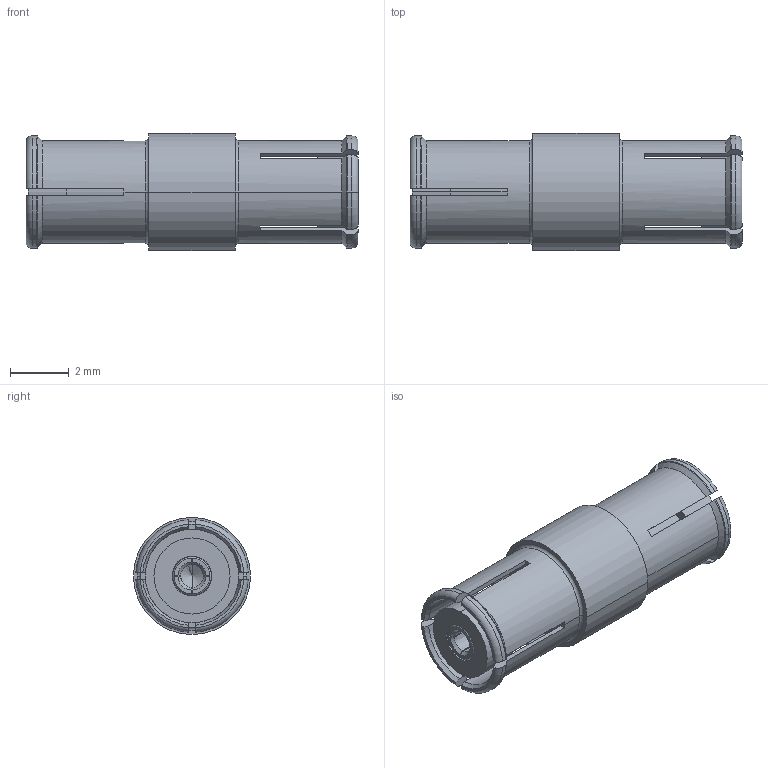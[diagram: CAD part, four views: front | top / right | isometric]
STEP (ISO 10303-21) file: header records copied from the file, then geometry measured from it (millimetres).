
FILE_DESCRIPTION (( 'STEP AP203' ), '1' );
FILE_NAME ('1011989-1.STEP', '2012-11-07T08:01:37', ( 'Radiall' ), ( 'Radiall' ), 'SwSTEP 2.0', 'SolidWorks 2011', '' );
FILE_SCHEMA (( 'CONFIG_CONTROL_DESIGN' ));
Length unit declared in the file: millimetre
Products named in the file (1): 1011989-1
Bounding box: 11.35 x 4 x 4 mm (x, y, z)
Volume: 74.5 mm3; surface area: 362.2 mm2
Topology: 1 solids, 1 shells, 201 faces, 565 edges, 364 vertices
Faces by surface type: cone 74, plane 66, cylinder 39, torus 22
Entity records: 6893 total; most frequent: CARTESIAN_POINT 1852, ORIENTED_EDGE 1122, DIRECTION 1005, EDGE_CURVE 561, AXIS2_PLACEMENT_3D 434, VERTEX_POINT 364, CIRCLE 232, EDGE_LOOP 219
